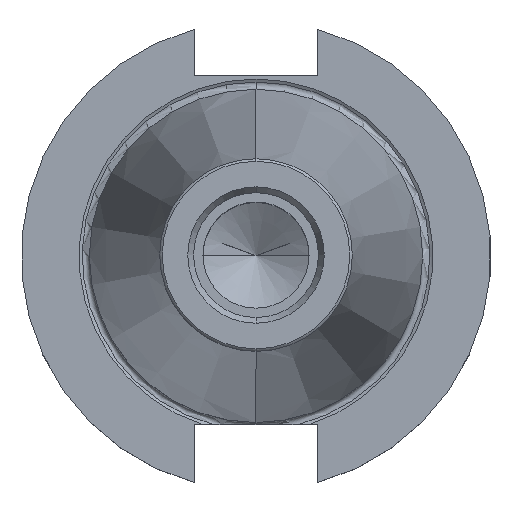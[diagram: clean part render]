
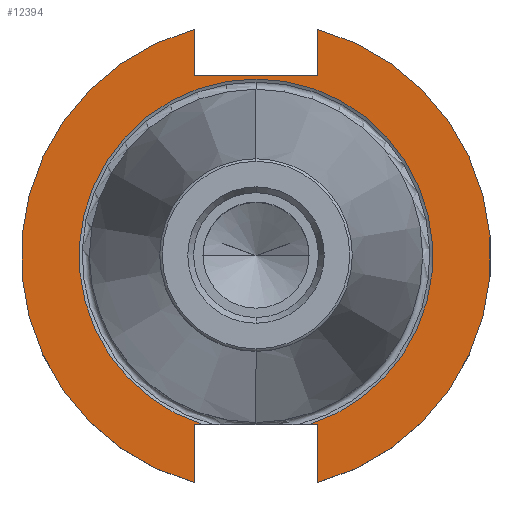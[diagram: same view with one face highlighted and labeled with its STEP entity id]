
A CAD part, top view. The second image highlights one B-rep face of the part: STEP entity #12394.
In plain terms, the highlighted planar face has unit normal (0, 0, 1).
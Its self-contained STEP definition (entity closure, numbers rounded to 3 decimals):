
#2531=PLANE('',#58297);
#7436=LINE('',#119380,#9743);
#7437=LINE('',#119406,#9744);
#7450=LINE('',#119464,#9757);
#7451=LINE('',#119468,#9758);
#7452=LINE('',#119470,#9759);
#7453=LINE('',#119472,#9760);
#7454=LINE('',#119476,#9761);
#9743=VECTOR('',#69176,1.);
#9744=VECTOR('',#69177,1.);
#9757=VECTOR('',#69208,1.);
#9758=VECTOR('',#69213,1.);
#9759=VECTOR('',#69214,1.);
#9760=VECTOR('',#69215,1.);
#9761=VECTOR('',#69218,1.);
#12394=ADVANCED_FACE('',(#15596),#2531,.T.);
#15596=FACE_OUTER_BOUND('',#18486,.T.);
#18486=EDGE_LOOP('',(#30087,#30088,#30089,#30090,#30091,#30092,#30093,#30094,
#30095,#30096,#30097));
#30087=ORIENTED_EDGE('',*,*,#47784,.T.);
#30088=ORIENTED_EDGE('',*,*,#47811,.T.);
#30089=ORIENTED_EDGE('',*,*,#47812,.F.);
#30090=ORIENTED_EDGE('',*,*,#47813,.F.);
#30091=ORIENTED_EDGE('',*,*,#47814,.F.);
#30092=ORIENTED_EDGE('',*,*,#47815,.F.);
#30093=ORIENTED_EDGE('',*,*,#47816,.F.);
#30094=ORIENTED_EDGE('',*,*,#47817,.F.);
#30095=ORIENTED_EDGE('',*,*,#47789,.T.);
#30096=ORIENTED_EDGE('',*,*,#47818,.F.);
#30097=ORIENTED_EDGE('',*,*,#47819,.F.);
#40365=VERTEX_POINT('',#119379);
#40366=VERTEX_POINT('',#119381);
#40370=VERTEX_POINT('',#119405);
#40371=VERTEX_POINT('',#119407);
#40388=VERTEX_POINT('',#119463);
#40389=VERTEX_POINT('',#119467);
#40390=VERTEX_POINT('',#119469);
#40391=VERTEX_POINT('',#119471);
#40392=VERTEX_POINT('',#119473);
#40393=VERTEX_POINT('',#119475);
#40394=VERTEX_POINT('',#119478);
#47784=EDGE_CURVE('',#40366,#40365,#7436,.T.);
#47789=EDGE_CURVE('',#40371,#40370,#7437,.T.);
#47811=EDGE_CURVE('',#40365,#40388,#7450,.T.);
#47812=EDGE_CURVE('',#40389,#40388,#52715,.T.);
#47813=EDGE_CURVE('',#40390,#40389,#7451,.T.);
#47814=EDGE_CURVE('',#40391,#40390,#7452,.T.);
#47815=EDGE_CURVE('',#40392,#40391,#7453,.T.);
#47816=EDGE_CURVE('',#40393,#40392,#52716,.T.);
#47817=EDGE_CURVE('',#40371,#40393,#7454,.T.);
#47818=EDGE_CURVE('',#40394,#40370,#52717,.T.);
#47819=EDGE_CURVE('',#40366,#40394,#52718,.T.);
#52715=CIRCLE('',#58293,49.213);
#52716=CIRCLE('',#58294,49.213);
#52717=CIRCLE('',#58295,37.059);
#52718=CIRCLE('',#58296,37.059);
#58293=AXIS2_PLACEMENT_3D('',#119466,#69211,#69212);
#58294=AXIS2_PLACEMENT_3D('',#119474,#69216,#69217);
#58295=AXIS2_PLACEMENT_3D('',#119477,#69219,#69220);
#58296=AXIS2_PLACEMENT_3D('',#119479,#69221,#69222);
#58297=AXIS2_PLACEMENT_3D('',#119480,#69223,#69224);
#69176=DIRECTION('',(1.,0.,0.));
#69177=DIRECTION('',(1.,0.,0.));
#69208=DIRECTION('',(0.,-1.,0.));
#69211=DIRECTION('',(0.,0.,-1.));
#69212=DIRECTION('',(0.263,0.965,0.));
#69213=DIRECTION('',(0.,1.,0.));
#69214=DIRECTION('',(1.,0.,0.));
#69215=DIRECTION('',(0.,-1.,0.));
#69216=DIRECTION('',(0.,0.,-1.));
#69217=DIRECTION('',(-0.263,-0.965,0.));
#69218=DIRECTION('',(0.,-1.,0.));
#69219=DIRECTION('',(0.,0.,1.));
#69220=DIRECTION('',(0.,1.,0.));
#69221=DIRECTION('',(0.,0.,1.));
#69222=DIRECTION('',(0.304,-0.953,0.));
#69223=DIRECTION('',(0.,0.,1.));
#69224=DIRECTION('',(0.,-1.,0.));
#119379=CARTESIAN_POINT('',(12.955,-35.31,-3.175));
#119380=CARTESIAN_POINT('',(11.25,-35.31,-3.175));
#119381=CARTESIAN_POINT('',(11.25,-35.31,-3.175));
#119405=CARTESIAN_POINT('',(-11.25,-35.31,-3.175));
#119406=CARTESIAN_POINT('',(-12.955,-35.31,-3.175));
#119407=CARTESIAN_POINT('',(-12.955,-35.31,-3.175));
#119463=CARTESIAN_POINT('',(12.955,-47.477,-3.175));
#119464=CARTESIAN_POINT('',(12.955,-35.31,-3.175));
#119466=CARTESIAN_POINT('',(0.,0.,-3.175));
#119467=CARTESIAN_POINT('',(12.955,47.477,-3.175));
#119468=CARTESIAN_POINT('',(12.955,37.72,-3.175));
#119469=CARTESIAN_POINT('',(12.955,37.72,-3.175));
#119470=CARTESIAN_POINT('',(-12.955,37.72,-3.175));
#119471=CARTESIAN_POINT('',(-12.955,37.72,-3.175));
#119472=CARTESIAN_POINT('',(-12.955,47.477,-3.175));
#119473=CARTESIAN_POINT('',(-12.955,47.477,-3.175));
#119474=CARTESIAN_POINT('',(0.,0.,-3.175));
#119475=CARTESIAN_POINT('',(-12.955,-47.477,-3.175));
#119476=CARTESIAN_POINT('',(-12.955,-35.31,-3.175));
#119477=CARTESIAN_POINT('',(0.,0.,-3.175));
#119478=CARTESIAN_POINT('',(0.,37.059,-3.175));
#119479=CARTESIAN_POINT('',(0.,0.,-3.175));
#119480=CARTESIAN_POINT('',(0.,0.,-3.175));
